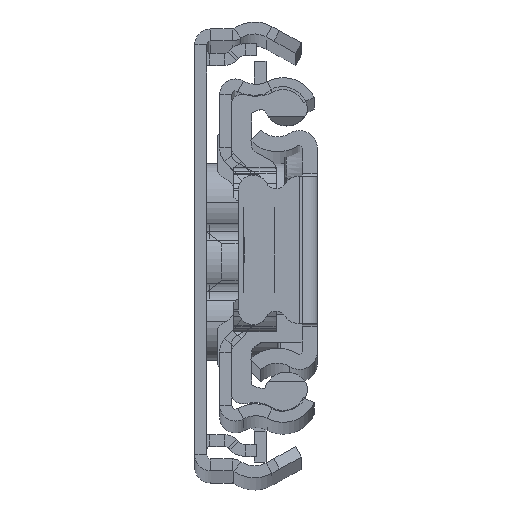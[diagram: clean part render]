
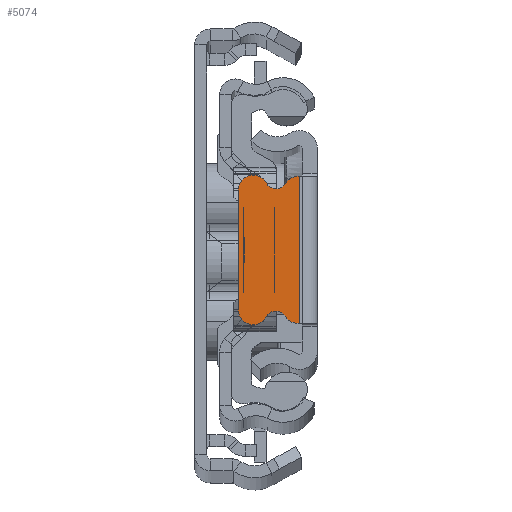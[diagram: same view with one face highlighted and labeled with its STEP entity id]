
A CAD part, top view. The second image highlights one B-rep face of the part: STEP entity #5074.
In plain terms, the highlighted planar face has unit normal (0, 0, 1).
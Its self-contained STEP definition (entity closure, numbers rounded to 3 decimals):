
#709 = DIRECTION ( 'NONE',  ( 0., 0., 1. ) ) ;
#920 = VERTEX_POINT ( 'NONE', #16799 ) ;
#960 = CARTESIAN_POINT ( 'NONE',  ( 694.071, 0., 0. ) ) ;
#1018 = ORIENTED_EDGE ( 'NONE', *, *, #15938, .F. ) ;
#1496 = DIRECTION ( 'NONE',  ( 1., 0., 0. ) ) ;
#1591 = LINE ( 'NONE', #9828, #21797 ) ;
#2275 = CARTESIAN_POINT ( 'NONE',  ( -1.929, 7.37, 0. ) ) ;
#2898 = CARTESIAN_POINT ( 'NONE',  ( -1.929, 5.87, 0. ) ) ;
#2902 = ORIENTED_EDGE ( 'NONE', *, *, #20752, .T. ) ;
#3498 = CIRCLE ( 'NONE', #14116, 1.5 ) ;
#4238 = ORIENTED_EDGE ( 'NONE', *, *, #21765, .T. ) ;
#4367 = VERTEX_POINT ( 'NONE', #11284 ) ;
#4544 = VECTOR ( 'NONE', #17706, 1000. ) ;
#4669 = CARTESIAN_POINT ( 'NONE',  ( -1.929, 7.37, 0. ) ) ;
#5074 = ADVANCED_FACE ( 'NONE', ( #19158 ), #24853, .T. ) ;
#5850 = CARTESIAN_POINT ( 'NONE',  ( -1.929, -5.87, 0. ) ) ;
#5862 = CIRCLE ( 'NONE', #22809, 1.5 ) ;
#6014 = EDGE_CURVE ( 'NONE', #22510, #7548, #10324, .T. ) ;
#6444 = VERTEX_POINT ( 'NONE', #9568 ) ;
#6799 = ORIENTED_EDGE ( 'NONE', *, *, #23423, .F. ) ;
#7469 = VERTEX_POINT ( 'NONE', #12376 ) ;
#7548 = VERTEX_POINT ( 'NONE', #18733 ) ;
#7598 = CARTESIAN_POINT ( 'NONE',  ( -4.142, 7.236, 0. ) ) ;
#7729 = ORIENTED_EDGE ( 'NONE', *, *, #20922, .T. ) ;
#8228 = ORIENTED_EDGE ( 'NONE', *, *, #6014, .T. ) ;
#8438 = ORIENTED_EDGE ( 'NONE', *, *, #16831, .T. ) ;
#8774 = DIRECTION ( 'NONE',  ( 1., 0., 0. ) ) ;
#9054 = DIRECTION ( 'NONE',  ( 0., 0., 1. ) ) ;
#9319 = DIRECTION ( 'NONE',  ( 0., 0., -1. ) ) ;
#9568 = CARTESIAN_POINT ( 'NONE',  ( -5.109, -6.713, 0. ) ) ;
#9806 = CARTESIAN_POINT ( 'NONE',  ( -1.75, -7.37, 0. ) ) ;
#9828 = CARTESIAN_POINT ( 'NONE',  ( -1.75, 0., 0. ) ) ;
#9842 = CARTESIAN_POINT ( 'NONE',  ( -1.75, 7.37, 0. ) ) ;
#9873 = VECTOR ( 'NONE', #23449, 1000. ) ;
#10324 = CIRCLE ( 'NONE', #17952, 1.1 ) ;
#10650 = LINE ( 'NONE', #4669, #18177 ) ;
#10813 = DIRECTION ( 'NONE',  ( -1., 0., 0. ) ) ;
#11004 = DIRECTION ( 'NONE',  ( 0., 0., 1. ) ) ;
#11284 = CARTESIAN_POINT ( 'NONE',  ( -1.929, -7.37, 0. ) ) ;
#11515 = VERTEX_POINT ( 'NONE', #9842 ) ;
#11643 = LINE ( 'NONE', #21860, #9873 ) ;
#11834 = DIRECTION ( 'NONE',  ( 1., 0., 0. ) ) ;
#12376 = CARTESIAN_POINT ( 'NONE',  ( -7.929, -6., 0. ) ) ;
#12650 = CIRCLE ( 'NONE', #24932, 1.5 ) ;
#12893 = CARTESIAN_POINT ( 'NONE',  ( -7.929, 6., 0. ) ) ;
#13681 = EDGE_CURVE ( 'NONE', #11515, #23713, #1591, .T. ) ;
#14116 = AXIS2_PLACEMENT_3D ( 'NONE', #5850, #17815, #11834 ) ;
#14488 = VERTEX_POINT ( 'NONE', #2275 ) ;
#15274 = ORIENTED_EDGE ( 'NONE', *, *, #21713, .T. ) ;
#15719 = CARTESIAN_POINT ( 'NONE',  ( -4.142, -7.236, 0. ) ) ;
#15938 = EDGE_CURVE ( 'NONE', #23713, #4367, #11643, .T. ) ;
#16380 = EDGE_CURVE ( 'NONE', #6444, #920, #25934, .T. ) ;
#16620 = AXIS2_PLACEMENT_3D ( 'NONE', #960, #9054, #25263 ) ;
#16799 = CARTESIAN_POINT ( 'NONE',  ( -3.206, -6.658, 0. ) ) ;
#16831 = EDGE_CURVE ( 'NONE', #920, #4367, #3498, .T. ) ;
#16916 = DIRECTION ( 'NONE',  ( 1., 0., 0. ) ) ;
#17196 = EDGE_LOOP ( 'NONE', ( #21210, #6799, #7729, #8228, #15274, #2902, #4238, #23201, #8438, #1018 ) ) ;
#17706 = DIRECTION ( 'NONE',  ( 0., -1., 0. ) ) ;
#17815 = DIRECTION ( 'NONE',  ( 0., 0., 1. ) ) ;
#17952 = AXIS2_PLACEMENT_3D ( 'NONE', #7598, #9319, #1496 ) ;
#18177 = VECTOR ( 'NONE', #8774, 1000. ) ;
#18733 = CARTESIAN_POINT ( 'NONE',  ( -5.109, 6.713, 0. ) ) ;
#18909 = CARTESIAN_POINT ( 'NONE',  ( -6.429, -6., 0. ) ) ;
#19106 = DIRECTION ( 'NONE',  ( -1., 0., 0. ) ) ;
#19158 = FACE_OUTER_BOUND ( 'NONE', #17196, .T. ) ;
#19423 = DIRECTION ( 'NONE',  ( 0., 0., -1. ) ) ;
#19618 = AXIS2_PLACEMENT_3D ( 'NONE', #15719, #19423, #25275 ) ;
#19705 = CARTESIAN_POINT ( 'NONE',  ( -7.929, -6., 0. ) ) ;
#20321 = CARTESIAN_POINT ( 'NONE',  ( -3.206, 6.658, 0. ) ) ;
#20665 = CIRCLE ( 'NONE', #25770, 1.5 ) ;
#20752 = EDGE_CURVE ( 'NONE', #22701, #7469, #25799, .T. ) ;
#20922 = EDGE_CURVE ( 'NONE', #14488, #22510, #20665, .T. ) ;
#21210 = ORIENTED_EDGE ( 'NONE', *, *, #13681, .F. ) ;
#21713 = EDGE_CURVE ( 'NONE', #7548, #22701, #12650, .T. ) ;
#21765 = EDGE_CURVE ( 'NONE', #7469, #6444, #5862, .T. ) ;
#21797 = VECTOR ( 'NONE', #26027, 1000. ) ;
#21860 = CARTESIAN_POINT ( 'NONE',  ( -1.929, -7.37, 0. ) ) ;
#22510 = VERTEX_POINT ( 'NONE', #20321 ) ;
#22701 = VERTEX_POINT ( 'NONE', #12893 ) ;
#22809 = AXIS2_PLACEMENT_3D ( 'NONE', #18909, #709, #16916 ) ;
#23201 = ORIENTED_EDGE ( 'NONE', *, *, #16380, .T. ) ;
#23423 = EDGE_CURVE ( 'NONE', #14488, #11515, #10650, .T. ) ;
#23449 = DIRECTION ( 'NONE',  ( -1., 0., 0. ) ) ;
#23713 = VERTEX_POINT ( 'NONE', #9806 ) ;
#24751 = CARTESIAN_POINT ( 'NONE',  ( -6.429, 6., 0. ) ) ;
#24853 = PLANE ( 'NONE',  #16620 ) ;
#24932 = AXIS2_PLACEMENT_3D ( 'NONE', #24751, #25009, #10813 ) ;
#25009 = DIRECTION ( 'NONE',  ( 0., 0., 1. ) ) ;
#25263 = DIRECTION ( 'NONE',  ( 1., 0., 0. ) ) ;
#25275 = DIRECTION ( 'NONE',  ( -1., 0., 0. ) ) ;
#25770 = AXIS2_PLACEMENT_3D ( 'NONE', #2898, #11004, #19106 ) ;
#25799 = LINE ( 'NONE', #19705, #4544 ) ;
#25934 = CIRCLE ( 'NONE', #19618, 1.1 ) ;
#26027 = DIRECTION ( 'NONE',  ( 0., -1., 0. ) ) ;
